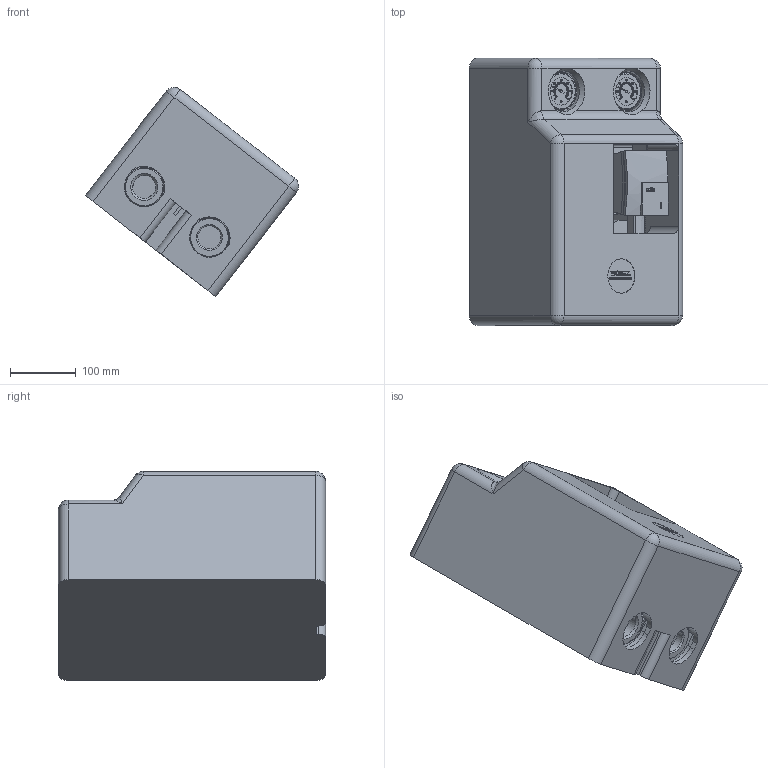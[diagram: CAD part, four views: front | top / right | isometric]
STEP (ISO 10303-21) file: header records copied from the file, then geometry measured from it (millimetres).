
FILE_DESCRIPTION(/* description */ (''),/* implementation_level */ '2;1');
FILE_NAME(/* name */ 'SA125-DN32_WILO.stp',/* time_stamp */ '2015-11-29T19:49:46+01:00',/* author */ ('ARTUR'),/* organization */ (''),/* preprocessor_version */ 'ST-DEVELOPER v15.6',/* originating_system */ 'Autodesk Inventor 2015',/* authorisation */ '');
FILE_SCHEMA (('CONFIG_CONTROL_DESIGN'));
Products named in the file (1): SA125-DN32_WILO
Bounding box: 323.24 x 405 x 317 mm (x, y, z)
Volume: 475787.9 mm3; surface area: 1220594.9 mm2
Topology: 3 solids, 4 shells, 2936 faces, 8175 edges, 5284 vertices
Faces by surface type: plane 1851, cylinder 696, bspline 257, sphere 53, torus 43, cone 36
Full cylindrical faces by diameter (mm): 10 x4, 13 x2, 15 x1, 25 x2, 30 x3, 35 x2, 41 x3, 42 x2, 45 x3, 50 x2, 52 x1, 56 x3, 58 x2, 59 x4, 60.3 x1, 62 x3, 63 x1, 64 x2
Entity records: 101326 total; most frequent: CARTESIAN_POINT 25854, ORIENTED_EDGE 16020, DIRECTION 14484, EDGE_CURVE 8009, LINE 5698, VECTOR 5698, VERTEX_POINT 5254, AXIS2_PLACEMENT_3D 4393
